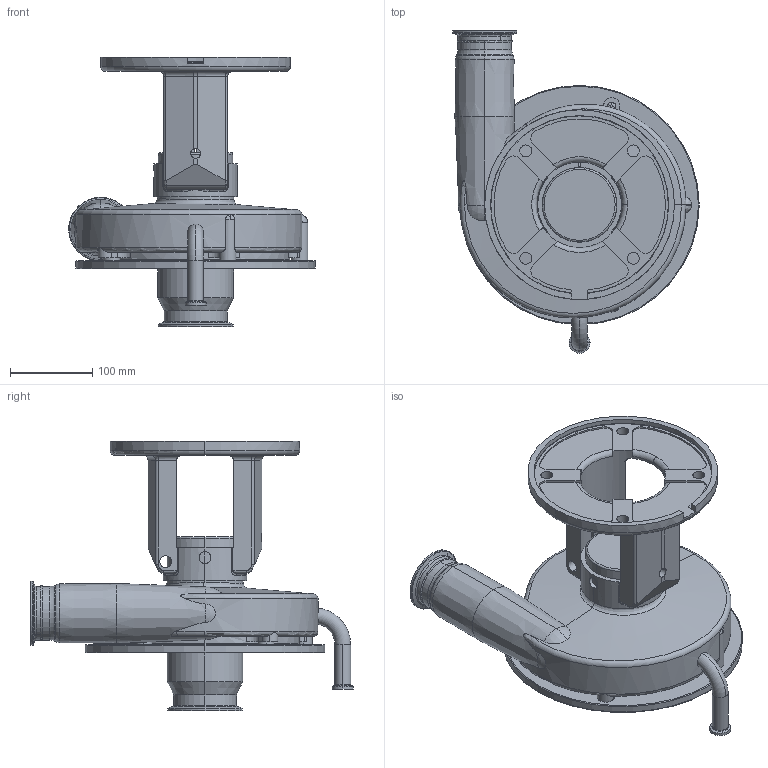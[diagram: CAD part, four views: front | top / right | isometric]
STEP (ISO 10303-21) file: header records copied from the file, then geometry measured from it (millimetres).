
FILE_DESCRIPTION (( 'STEP AP214' ), '1' );
FILE_NAME ('FPR 3541-3542 180-250TC VERT 3-4 IN ELBOW FRONT DRAIN.STEP', '2022-12-22T19:34:50', ( '' ), ( '' ), 'SwSTEP 2.0', 'SolidWorks 2021', '' );
FILE_SCHEMA (( 'AUTOMOTIVE_DESIGN' ));
Length unit declared in the file: millimetre
Products named in the file (1): FPR 3541-3542 180-250TC VERT 3-4 IN ELBOW FRONT DRAIN
Bounding box: 298.7 x 390.9 x 326.5 mm (x, y, z)
Volume: 4707976.9 mm3; surface area: 562662.5 mm2
Topology: 1 solids, 2 shells, 406 faces, 1077 edges, 662 vertices
Faces by surface type: cylinder 158, torus 83, plane 80, cone 43, bspline 33, sphere 9
Entity records: 17235 total; most frequent: CARTESIAN_POINT 7280, ORIENTED_EDGE 2134, DIRECTION 2127, EDGE_CURVE 1067, AXIS2_PLACEMENT_3D 891, VERTEX_POINT 662, CIRCLE 517, EDGE_LOOP 437
